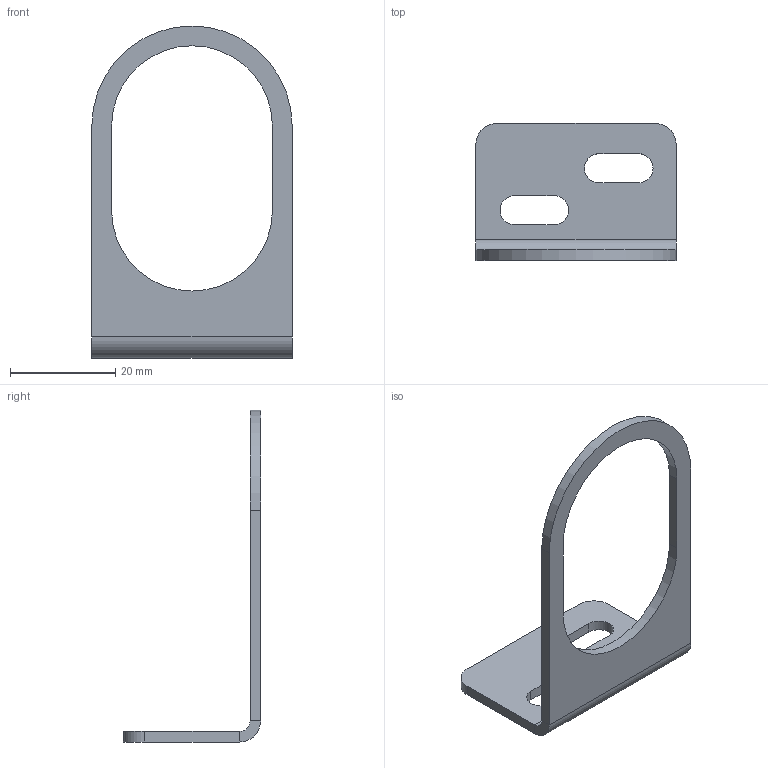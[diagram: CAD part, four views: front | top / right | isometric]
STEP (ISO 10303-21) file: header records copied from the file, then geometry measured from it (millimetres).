
FILE_DESCRIPTION(/* description */ ('Main Regulator Mounting Kit Bracket'),/* implementation_level */ '2;1');
FILE_NAME(/* name */ 'Pneumatics_Norgren_18-025-003_Bracket.ipt.stp',/* time_stamp */ '2016-01-07T16:47:43-08:00',/* author */ ('Autodesk, Inc.'),/* organization */ ('Autodesk, Inc.'),/* preprocessor_version */ 'ST-DEVELOPER v16.1',/* originating_system */ 'Autodesk Inventor 2016',/* authorisation */ '');
FILE_SCHEMA (('AUTOMOTIVE_DESIGN { 1 0 10303 214 3 1 1 }'));
Length unit declared in the file: inch
Products named in the file (1): Pneumatics_Norgren_18-025-003_Bracket
Bounding box: 38 x 26 x 62.95 mm (x, y, z)
Volume: 3489.3 mm3; surface area: 4329.3 mm2
Topology: 1 solids, 1 shells, 28 faces, 70 edges, 44 vertices
Faces by surface type: plane 17, cylinder 11
Entity records: 870 total; most frequent: DIRECTION 150, CARTESIAN_POINT 143, ORIENTED_EDGE 140, EDGE_CURVE 70, AXIS2_PLACEMENT_3D 51, LINE 48, VECTOR 48, VERTEX_POINT 44
